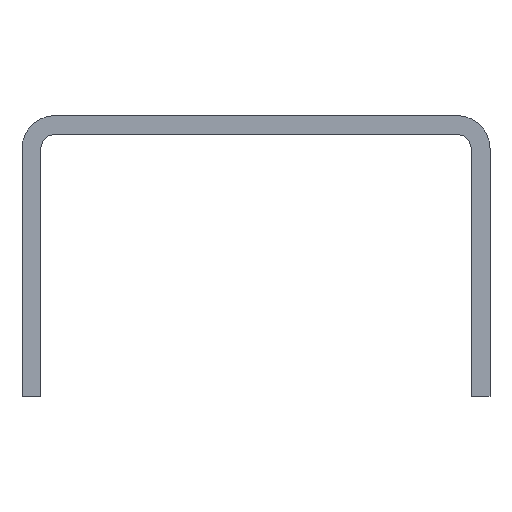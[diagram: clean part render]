
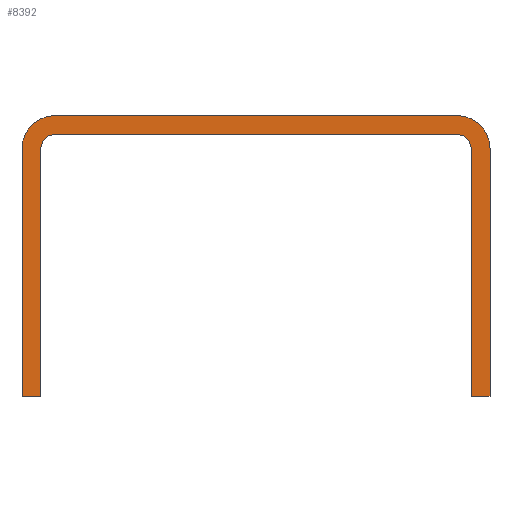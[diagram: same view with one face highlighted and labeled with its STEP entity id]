
A CAD part, front view. The second image highlights one B-rep face of the part: STEP entity #8392.
In plain terms, the highlighted planar face has unit normal (0, -1, 0).
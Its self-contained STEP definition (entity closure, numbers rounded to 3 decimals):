
#1=DIRECTION('',(0.,0.,1.));
#2=VECTOR('',#1,26.5);
#3=CARTESIAN_POINT('',(-25.,0.,-30.));
#4=LINE('',#3,#2);
#5=CARTESIAN_POINT('',(-21.5,0.,-3.5));
#6=DIRECTION('',(0.,1.,0.));
#7=DIRECTION('',(-1.,0.,0.));
#8=AXIS2_PLACEMENT_3D('',#5,#6,#7);
#10=DIRECTION('',(1.,0.,0.));
#11=VECTOR('',#10,43.);
#12=CARTESIAN_POINT('',(-21.5,0.,0.));
#13=LINE('',#12,#11);
#14=CARTESIAN_POINT('',(21.5,0.,-3.5));
#15=DIRECTION('',(0.,1.,0.));
#16=DIRECTION('',(0.,0.,1.));
#17=AXIS2_PLACEMENT_3D('',#14,#15,#16);
#19=DIRECTION('',(0.,0.,-1.));
#20=VECTOR('',#19,26.5);
#21=CARTESIAN_POINT('',(25.,0.,-3.5));
#22=LINE('',#21,#20);
#23=DIRECTION('',(-1.,0.,0.));
#24=VECTOR('',#23,2.);
#25=CARTESIAN_POINT('',(25.,0.,-30.));
#26=LINE('',#25,#24);
#27=DIRECTION('',(0.,0.,1.));
#28=VECTOR('',#27,26.5);
#29=CARTESIAN_POINT('',(23.,0.,-30.));
#30=LINE('',#29,#28);
#31=CARTESIAN_POINT('',(21.5,0.,-3.5));
#32=DIRECTION('',(0.,-1.,0.));
#33=DIRECTION('',(1.,0.,0.));
#34=AXIS2_PLACEMENT_3D('',#31,#32,#33);
#36=DIRECTION('',(-1.,0.,0.));
#37=VECTOR('',#36,43.);
#38=CARTESIAN_POINT('',(21.5,0.,-2.));
#39=LINE('',#38,#37);
#40=CARTESIAN_POINT('',(-21.5,0.,-3.5));
#41=DIRECTION('',(0.,-1.,0.));
#42=DIRECTION('',(0.,0.,1.));
#43=AXIS2_PLACEMENT_3D('',#40,#41,#42);
#45=DIRECTION('',(0.,0.,-1.));
#46=VECTOR('',#45,26.5);
#47=CARTESIAN_POINT('',(-23.,0.,-3.5));
#48=LINE('',#47,#46);
#49=DIRECTION('',(-1.,0.,0.));
#50=VECTOR('',#49,2.);
#51=CARTESIAN_POINT('',(-23.,0.,-30.));
#52=LINE('',#51,#50);
#6393=CARTESIAN_POINT('',(-25.,0.,-30.));
#6394=CARTESIAN_POINT('',(-25.,0.,-3.5));
#6395=VERTEX_POINT('',#6393);
#6396=VERTEX_POINT('',#6394);
#6397=CARTESIAN_POINT('',(-21.5,0.,0.));
#6398=VERTEX_POINT('',#6397);
#6399=CARTESIAN_POINT('',(21.5,0.,0.));
#6400=VERTEX_POINT('',#6399);
#6401=CARTESIAN_POINT('',(25.,0.,-3.5));
#6402=VERTEX_POINT('',#6401);
#6403=CARTESIAN_POINT('',(25.,0.,-30.));
#6404=VERTEX_POINT('',#6403);
#6405=CARTESIAN_POINT('',(23.,0.,-30.));
#6406=VERTEX_POINT('',#6405);
#6407=CARTESIAN_POINT('',(23.,0.,-3.5));
#6408=VERTEX_POINT('',#6407);
#6409=CARTESIAN_POINT('',(21.5,0.,-2.));
#6410=VERTEX_POINT('',#6409);
#6411=CARTESIAN_POINT('',(-21.5,0.,-2.));
#6412=VERTEX_POINT('',#6411);
#6413=CARTESIAN_POINT('',(-23.,0.,-3.5));
#6414=VERTEX_POINT('',#6413);
#6415=CARTESIAN_POINT('',(-23.,0.,-30.));
#6416=VERTEX_POINT('',#6415);
#8361=CARTESIAN_POINT('',(0.,0.,0.));
#8362=DIRECTION('',(0.,1.,0.));
#8363=DIRECTION('',(1.,0.,0.));
#8364=AXIS2_PLACEMENT_3D('',#8361,#8362,#8363);
#8365=PLANE('',#8364);
#8367=ORIENTED_EDGE('',*,*,#8366,.T.);
#8369=ORIENTED_EDGE('',*,*,#8368,.T.);
#8371=ORIENTED_EDGE('',*,*,#8370,.T.);
#8373=ORIENTED_EDGE('',*,*,#8372,.T.);
#8375=ORIENTED_EDGE('',*,*,#8374,.T.);
#8377=ORIENTED_EDGE('',*,*,#8376,.T.);
#8379=ORIENTED_EDGE('',*,*,#8378,.T.);
#8381=ORIENTED_EDGE('',*,*,#8380,.T.);
#8383=ORIENTED_EDGE('',*,*,#8382,.T.);
#8385=ORIENTED_EDGE('',*,*,#8384,.T.);
#8387=ORIENTED_EDGE('',*,*,#8386,.T.);
#8389=ORIENTED_EDGE('',*,*,#8388,.T.);
#8390=EDGE_LOOP('',(#8367,#8369,#8371,#8373,#8375,#8377,#8379,#8381,#8383,#8385,
#8387,#8389));
#8391=FACE_OUTER_BOUND('',#8390,.F.);
#8392=ADVANCED_FACE('',(#8391),#8365,.F.);
#9=CIRCLE('',#8,3.5);
#18=CIRCLE('',#17,3.5);
#35=CIRCLE('',#34,1.5);
#44=CIRCLE('',#43,1.5);
#8366=EDGE_CURVE('',#6395,#6396,#4,.T.);
#8368=EDGE_CURVE('',#6396,#6398,#9,.T.);
#8370=EDGE_CURVE('',#6398,#6400,#13,.T.);
#8372=EDGE_CURVE('',#6400,#6402,#18,.T.);
#8374=EDGE_CURVE('',#6402,#6404,#22,.T.);
#8376=EDGE_CURVE('',#6404,#6406,#26,.T.);
#8378=EDGE_CURVE('',#6406,#6408,#30,.T.);
#8380=EDGE_CURVE('',#6408,#6410,#35,.T.);
#8382=EDGE_CURVE('',#6410,#6412,#39,.T.);
#8384=EDGE_CURVE('',#6412,#6414,#44,.T.);
#8386=EDGE_CURVE('',#6414,#6416,#48,.T.);
#8388=EDGE_CURVE('',#6416,#6395,#52,.T.);
